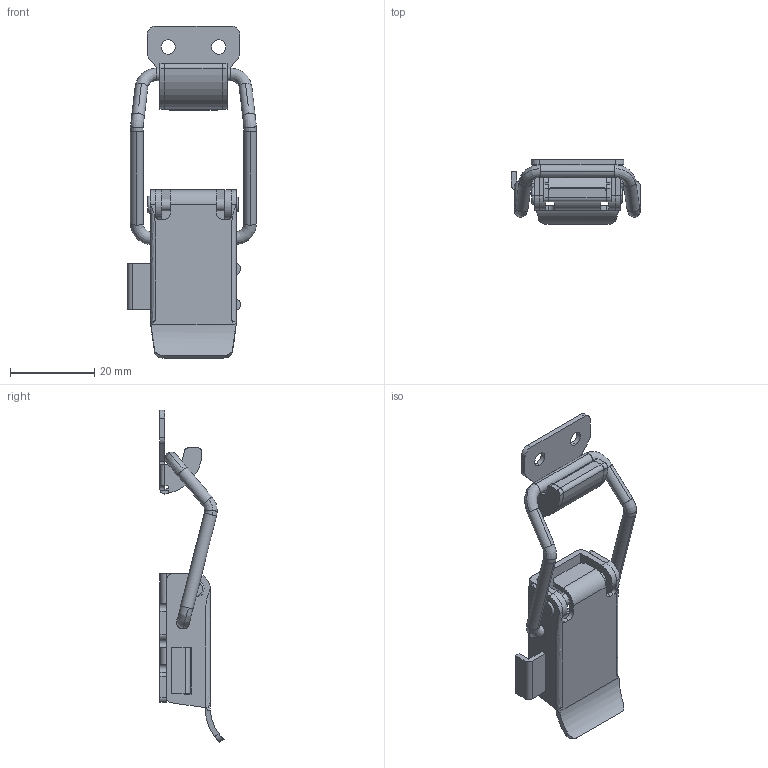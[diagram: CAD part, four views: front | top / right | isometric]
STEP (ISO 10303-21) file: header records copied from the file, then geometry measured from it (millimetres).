
FILE_DESCRIPTION (( 'STEP AP214' ), '1' );
FILE_NAME ('TL_314.STEP', '2009-04-20T00:58:06', ( '柏木　弓枝' ), ( 'HSK' ), 'SwSTEP 2.0', 'SolidWorks 2003240', '' );
FILE_SCHEMA (( 'AUTOMOTIVE_DESIGN' ));
Length unit declared in the file: millimetre
Products named in the file (8): lock lever_蹬怮椔; shaft_蹬怮椔; keeper_蹬怮椔; lever_蹬怮椔; base_蹬怮椔; TL_314; spring_蹬怮椔; arm_蹬怮椔
Assembly tree (8 placements, depth 2):
  TL_314
    spring_蹬怮椔  x2
    keeper_蹬怮椔
    lock lever_蹬怮椔
    shaft_蹬怮椔
    base_蹬怮椔
    arm_蹬怮椔
    lever_蹬怮椔
Bounding box: 30.7 x 15.26 x 79 mm (x, y, z)
Volume: 4692.9 mm3; surface area: 8453.5 mm2
Topology: 8 solids, 8 shells, 266 faces, 725 edges, 474 vertices
Faces by surface type: plane 126, cylinder 112, bspline 24, torus 4
Entity records: 13865 total; most frequent: CARTESIAN_POINT 7015, ORIENTED_EDGE 1434, DIRECTION 1314, EDGE_CURVE 717, VERTEX_POINT 470, AXIS2_PLACEMENT_3D 455, LINE 404, VECTOR 404
